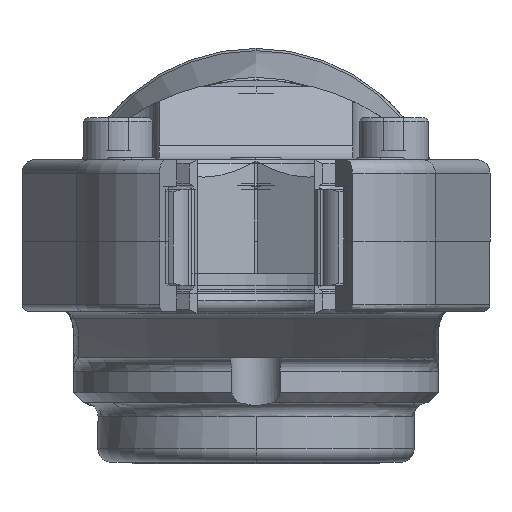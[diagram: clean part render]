
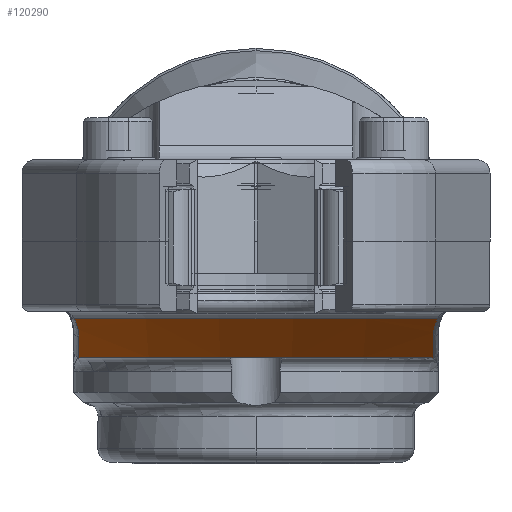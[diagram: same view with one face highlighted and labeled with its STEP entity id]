
A CAD part, left-side view. The second image highlights one B-rep face of the part: STEP entity #120290.
In plain terms, the highlighted conical face has half-angle 60 degrees and reference radius 56.544 mm.
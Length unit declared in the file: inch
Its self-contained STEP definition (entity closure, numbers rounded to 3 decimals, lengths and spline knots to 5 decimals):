
#116430=CARTESIAN_POINT('',(-5.0565,0.,-0.53));
#116431=DIRECTION('',(0.,0.,1.));
#116432=DIRECTION('',(-0.923,0.385,0.));
#116433=AXIS2_PLACEMENT_3D('',#116430,#116431,#116432);
#117567=CARTESIAN_POINT('',(-7.28792,-0.82484,
-0.35349));
#117568=CARTESIAN_POINT('',(-7.27123,-0.82008,
-0.36348));
#117569=CARTESIAN_POINT('',(-7.23812,-0.8124,
-0.38295));
#117570=CARTESIAN_POINT('',(-7.18915,-0.80585,
-0.41076));
#117571=CARTESIAN_POINT('',(-7.15747,-0.80454,
-0.42811));
#117572=CARTESIAN_POINT('',(-7.14183,-0.80458,
-0.43653));
#117574=CARTESIAN_POINT('',(-7.14183,-0.80458,
-0.43653));
#117575=CARTESIAN_POINT('',(-7.1218,-0.80463,
-0.44731));
#117576=CARTESIAN_POINT('',(-7.08226,-0.80472,
-0.46854));
#117577=CARTESIAN_POINT('',(-7.02716,-0.80486,
-0.49803));
#117578=CARTESIAN_POINT('',(-6.98797,-0.80496,
-0.51891));
#117579=CARTESIAN_POINT('',(-6.96821,-0.80502,
-0.52941));
#117581=CARTESIAN_POINT('',(-6.96962,-0.799,-0.53));
#117582=CARTESIAN_POINT('',(-6.96934,-0.79968,-0.53));
#117583=CARTESIAN_POINT('',(-6.96886,-0.80104,
-0.52996));
#117584=CARTESIAN_POINT('',(-6.96838,-0.80306,
-0.52976));
#117585=CARTESIAN_POINT('',(-6.96824,-0.80437,
-0.52954));
#117586=CARTESIAN_POINT('',(-6.96821,-0.80502,
-0.52941));
#117588=CARTESIAN_POINT('',(-6.96821,0.80502,
-0.52941));
#117589=CARTESIAN_POINT('',(-6.96824,0.80437,
-0.52954));
#117590=CARTESIAN_POINT('',(-6.96838,0.80306,
-0.52976));
#117591=CARTESIAN_POINT('',(-6.96886,0.80104,
-0.52996));
#117592=CARTESIAN_POINT('',(-6.96934,0.79968,-0.53));
#117593=CARTESIAN_POINT('',(-6.96962,0.799,-0.53));
#117595=CARTESIAN_POINT('',(-6.96821,0.80502,
-0.52941));
#117596=CARTESIAN_POINT('',(-6.98609,0.80497,
-0.51991));
#117597=CARTESIAN_POINT('',(-7.02277,0.80487,
-0.50037));
#117598=CARTESIAN_POINT('',(-7.07944,0.80473,
-0.47006));
#117599=CARTESIAN_POINT('',(-7.1206,0.80463,
-0.44796));
#117600=CARTESIAN_POINT('',(-7.14183,0.80458,
-0.43653));
#117602=CARTESIAN_POINT('',(-7.14183,0.80458,
-0.43653));
#117603=CARTESIAN_POINT('',(-7.15747,0.80454,
-0.42812));
#117604=CARTESIAN_POINT('',(-7.18915,0.80585,
-0.41076));
#117605=CARTESIAN_POINT('',(-7.23812,0.8124,
-0.38295));
#117606=CARTESIAN_POINT('',(-7.27123,0.82008,
-0.36348));
#117607=CARTESIAN_POINT('',(-7.28792,0.82484,
-0.35349));
#117609=CARTESIAN_POINT('',(-5.0565,0.,-0.35349));
#117610=DIRECTION('',(0.,0.,1.));
#117611=DIRECTION('',(-0.938,0.347,0.));
#117612=AXIS2_PLACEMENT_3D('',#117609,#117610,#117611);
#117621=CARTESIAN_POINT('',(-7.28792,-0.82484,
-0.35349));
#117623=CARTESIAN_POINT('',(-7.28792,0.82484,
-0.35349));
#118598=VERTEX_POINT('',#117621);
#118600=VERTEX_POINT('',#117572);
#118601=VERTEX_POINT('',#117579);
#118606=VERTEX_POINT('',#117581);
#118610=VERTEX_POINT('',#117588);
#118611=VERTEX_POINT('',#117593);
#118623=VERTEX_POINT('',#117623);
#118625=VERTEX_POINT('',#117602);
#120268=CARTESIAN_POINT('',(-5.0565,0.,-0.44175));
#120269=DIRECTION('',(0.,0.,1.));
#120270=DIRECTION('',(0.,-1.,0.));
#120271=AXIS2_PLACEMENT_3D('',#120268,#120269,#120270);
#120272=CONICAL_SURFACE('',#120271,2.22613,60.);
#120274=ORIENTED_EDGE('',*,*,#120273,.T.);
#120276=ORIENTED_EDGE('',*,*,#120275,.T.);
#120278=ORIENTED_EDGE('',*,*,#120277,.F.);
#120279=ORIENTED_EDGE('',*,*,#119274,.F.);
#120281=ORIENTED_EDGE('',*,*,#120280,.F.);
#120283=ORIENTED_EDGE('',*,*,#120282,.T.);
#120285=ORIENTED_EDGE('',*,*,#120284,.T.);
#120287=ORIENTED_EDGE('',*,*,#120286,.T.);
#120288=EDGE_LOOP('',(#120274,#120276,#120278,#120279,#120281,#120283,#120285,
#120287));
#120289=FACE_OUTER_BOUND('',#120288,.F.);
#120290=ADVANCED_FACE('',(#120289),#120272,.T.);
#116434=CIRCLE('',#116433,2.07327);
#117573=B_SPLINE_CURVE_WITH_KNOTS('',3,(#117567,#117568,#117569,#117570,#117571,
#117572),.UNSPECIFIED.,.F.,.F.,(4,1,1,4),(0.,0.33333,
0.66667,1.),.UNSPECIFIED.);
#117580=B_SPLINE_CURVE_WITH_KNOTS('',3,(#117574,#117575,#117576,#117577,#117578,
#117579),.UNSPECIFIED.,.F.,.F.,(4,1,1,4),(0.,0.33333,
0.66667,1.),.UNSPECIFIED.);
#117587=B_SPLINE_CURVE_WITH_KNOTS('',3,(#117581,#117582,#117583,#117584,#117585,
#117586),.UNSPECIFIED.,.F.,.F.,(4,1,1,4),(0.,0.33333,
0.66667,1.),.UNSPECIFIED.);
#117594=B_SPLINE_CURVE_WITH_KNOTS('',3,(#117588,#117589,#117590,#117591,#117592,
#117593),.UNSPECIFIED.,.F.,.F.,(4,1,1,4),(0.,0.33333,
0.66667,1.),.UNSPECIFIED.);
#117601=B_SPLINE_CURVE_WITH_KNOTS('',3,(#117595,#117596,#117597,#117598,#117599,
#117600),.UNSPECIFIED.,.F.,.F.,(4,1,1,4),(0.,0.33333,
0.66667,1.),.UNSPECIFIED.);
#117608=B_SPLINE_CURVE_WITH_KNOTS('',3,(#117602,#117603,#117604,#117605,#117606,
#117607),.UNSPECIFIED.,.F.,.F.,(4,1,1,4),(0.,0.33333,
0.66667,1.),.UNSPECIFIED.);
#117613=CIRCLE('',#117612,2.37899);
#119274=EDGE_CURVE('',#118611,#118606,#116434,.T.);
#120273=EDGE_CURVE('',#118598,#118600,#117573,.T.);
#120275=EDGE_CURVE('',#118600,#118601,#117580,.T.);
#120277=EDGE_CURVE('',#118606,#118601,#117587,.T.);
#120280=EDGE_CURVE('',#118610,#118611,#117594,.T.);
#120282=EDGE_CURVE('',#118610,#118625,#117601,.T.);
#120284=EDGE_CURVE('',#118625,#118623,#117608,.T.);
#120286=EDGE_CURVE('',#118623,#118598,#117613,.T.);
